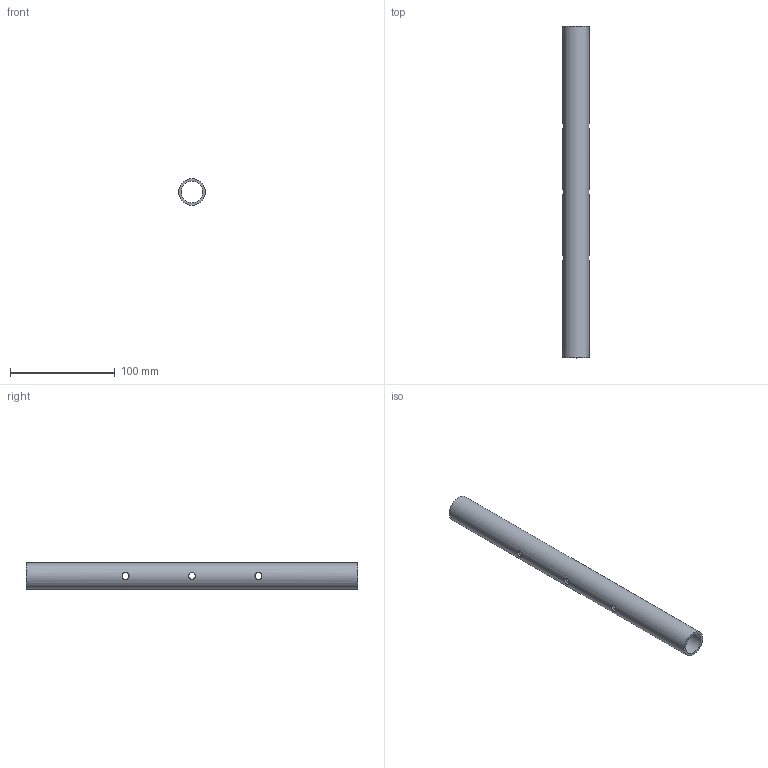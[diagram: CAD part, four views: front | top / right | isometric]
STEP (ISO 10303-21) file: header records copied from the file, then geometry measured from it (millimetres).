
FILE_DESCRIPTION(/* description */ (''),/* implementation_level */ '2;1');
FILE_NAME(/* name */ 'GE-18014-5.ipt.stp',/* time_stamp */ '2018-01-01T11:16:46-08:00',/* author */ ('PhillipD'),/* organization */ (''),/* preprocessor_version */ 'ST-DEVELOPER v16.13',/* originating_system */ 'Autodesk Inventor 2018',/* authorisation */ '');
FILE_SCHEMA (('AUTOMOTIVE_DESIGN { 1 0 10303 214 3 1 1 }'));
Length unit declared in the file: inch
Products named in the file (1): GE-18014-5
Bounding box: 25.4 x 317.5 x 25.4 mm (x, y, z)
Volume: 54805.3 mm3; surface area: 46087 mm2
Topology: 1 solids, 1 shells, 10 faces, 30 edges, 22 vertices
Faces by surface type: cylinder 8, plane 2
Full cylindrical faces by diameter (mm): 6.731 x6, 20.574 x1, 25.4 x1
Entity records: 700 total; most frequent: CARTESIAN_POINT 439, EDGE_LOOP 32, ORIENTED_EDGE 32, DIRECTION 30, FACE_BOUND 22, VERTEX_POINT 16, EDGE_CURVE 16, AXIS2_PLACEMENT_3D 15
